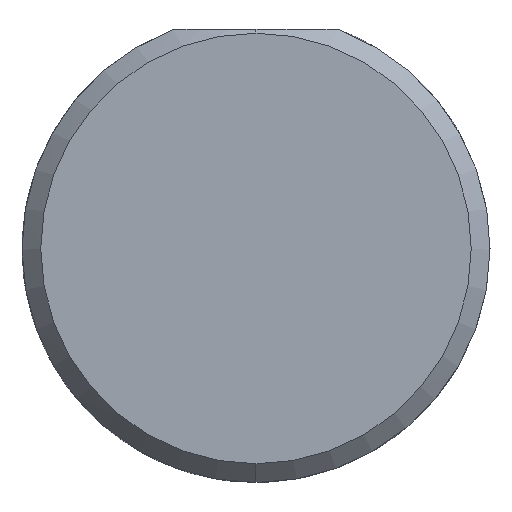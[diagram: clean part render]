
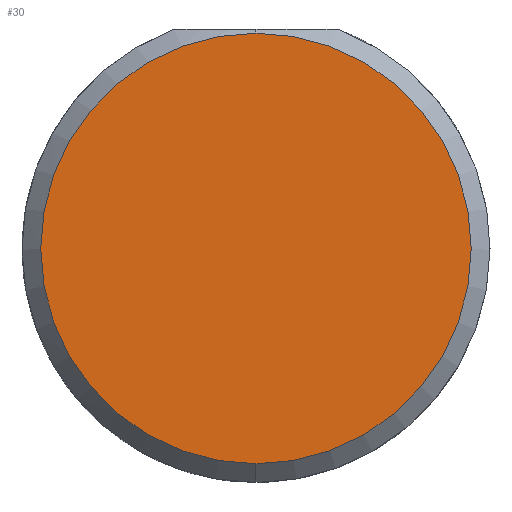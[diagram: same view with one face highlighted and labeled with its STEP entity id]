
A CAD part, left-side view. The second image highlights one B-rep face of the part: STEP entity #30.
In plain terms, the highlighted planar face has unit normal (-1, 0, 0).
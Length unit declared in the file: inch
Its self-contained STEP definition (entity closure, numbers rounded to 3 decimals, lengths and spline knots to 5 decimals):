
#30 = ADVANCED_FACE ( 'NONE', ( #434 ), #488, .F. ) ;
#55 = CARTESIAN_POINT ( 'NONE',  ( 0., 0., 0. ) ) ;
#58 = EDGE_LOOP ( 'NONE', ( #85, #172 ) ) ;
#85 = ORIENTED_EDGE ( 'NONE', *, *, #470, .T. ) ;
#138 = EDGE_CURVE ( 'NONE', #193, #599, #276, .T. ) ;
#153 = AXIS2_PLACEMENT_3D ( 'NONE', #55, #452, #163 ) ;
#163 = DIRECTION ( 'NONE',  ( 0., 0., 1. ) ) ;
#172 = ORIENTED_EDGE ( 'NONE', *, *, #138, .T. ) ;
#193 = VERTEX_POINT ( 'NONE', #385 ) ;
#201 = AXIS2_PLACEMENT_3D ( 'NONE', #267, #274, #553 ) ;
#205 = DIRECTION ( 'NONE',  ( 1., 0., 0. ) ) ;
#213 = CIRCLE ( 'NONE', #153, 0.17235 ) ;
#223 = CARTESIAN_POINT ( 'NONE',  ( 0., 0., -0.17235 ) ) ;
#251 = CARTESIAN_POINT ( 'NONE',  ( 0., 0., 0. ) ) ;
#267 = CARTESIAN_POINT ( 'NONE',  ( 0., 0., 0. ) ) ;
#274 = DIRECTION ( 'NONE',  ( -1., 0., 0. ) ) ;
#276 = CIRCLE ( 'NONE', #201, 0.17235 ) ;
#354 = AXIS2_PLACEMENT_3D ( 'NONE', #251, #205, #359 ) ;
#359 = DIRECTION ( 'NONE',  ( 0., 0., -1. ) ) ;
#385 = CARTESIAN_POINT ( 'NONE',  ( 0., 0., 0.17235 ) ) ;
#434 = FACE_OUTER_BOUND ( 'NONE', #58, .T. ) ;
#452 = DIRECTION ( 'NONE',  ( -1., 0., 0. ) ) ;
#470 = EDGE_CURVE ( 'NONE', #599, #193, #213, .T. ) ;
#488 = PLANE ( 'NONE',  #354 ) ;
#553 = DIRECTION ( 'NONE',  ( 0., 0., 1. ) ) ;
#599 = VERTEX_POINT ( 'NONE', #223 ) ;
